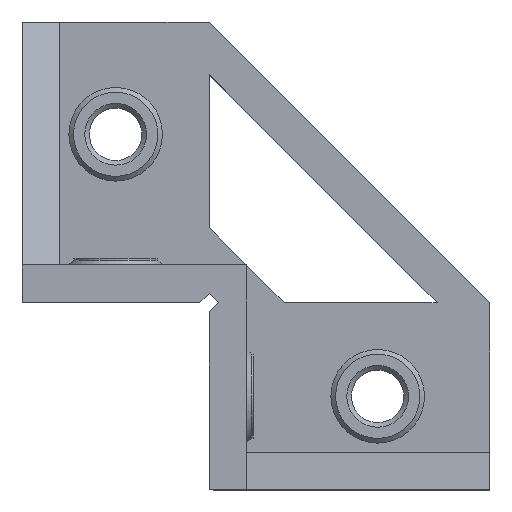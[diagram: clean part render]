
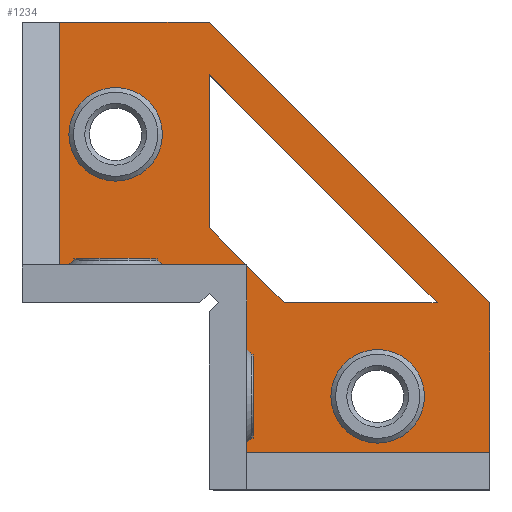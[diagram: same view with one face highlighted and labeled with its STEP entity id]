
A CAD part, top view. The second image highlights one B-rep face of the part: STEP entity #1234.
In plain terms, the highlighted planar face has unit normal (0, 0, 1).
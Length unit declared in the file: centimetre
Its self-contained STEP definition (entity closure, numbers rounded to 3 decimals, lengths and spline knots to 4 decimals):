
#115=VECTOR('',#1755,1.);
#140=VECTOR('',#1849,1.);
#143=VECTOR('',#1861,1.);
#146=VECTOR('',#1873,1.);
#147=VECTOR('',#1874,1.);
#148=VECTOR('',#1875,1.);
#149=VECTOR('',#1876,1.);
#150=VECTOR('',#1877,1.);
#151=VECTOR('',#1878,1.);
#152=VECTOR('',#1879,1.);
#153=VECTOR('',#1880,1.);
#224=LINE('',#1435,#115);
#249=LINE('',#1541,#140);
#252=LINE('',#1554,#143);
#255=LINE('',#1567,#146);
#256=LINE('',#1568,#147);
#257=LINE('',#1570,#148);
#258=LINE('',#1572,#149);
#259=LINE('',#1573,#150);
#260=LINE('',#1575,#151);
#261=LINE('',#1577,#152);
#262=LINE('',#1579,#153);
#335=PLANE('',#1341);
#399=VERTEX_POINT('',#1433);
#401=VERTEX_POINT('',#1436);
#444=VERTEX_POINT('',#1542);
#445=VERTEX_POINT('',#1543);
#449=VERTEX_POINT('',#1555);
#452=VERTEX_POINT('',#1563);
#453=VERTEX_POINT('',#1566);
#454=VERTEX_POINT('',#1569);
#455=VERTEX_POINT('',#1571);
#456=VERTEX_POINT('',#1574);
#457=VERTEX_POINT('',#1576);
#458=VERTEX_POINT('',#1578);
#459=VERTEX_POINT('',#1580);
#518=CIRCLE('',#1340,0.5);
#519=CIRCLE('',#1342,0.5);
#542=EDGE_CURVE('',#399,#401,#224,.T.);
#586=EDGE_CURVE('',#444,#445,#249,.T.);
#591=EDGE_CURVE('',#399,#449,#252,.T.);
#595=EDGE_CURVE('',#452,#452,#518,.T.);
#596=EDGE_CURVE('',#453,#453,#519,.T.);
#597=EDGE_CURVE('',#449,#445,#255,.T.);
#598=EDGE_CURVE('',#454,#444,#256,.T.);
#599=EDGE_CURVE('',#455,#454,#257,.T.);
#600=EDGE_CURVE('',#401,#455,#258,.T.);
#601=EDGE_CURVE('',#456,#449,#259,.T.);
#602=EDGE_CURVE('',#457,#456,#260,.T.);
#603=EDGE_CURVE('',#458,#457,#261,.T.);
#604=EDGE_CURVE('',#459,#458,#262,.T.);
#605=EDGE_CURVE('',#449,#459,#259,.T.);
#770=ORIENTED_EDGE('',*,*,#596,.F.);
#771=ORIENTED_EDGE('',*,*,#597,.T.);
#772=ORIENTED_EDGE('',*,*,#586,.F.);
#773=ORIENTED_EDGE('',*,*,#598,.F.);
#774=ORIENTED_EDGE('',*,*,#599,.F.);
#775=ORIENTED_EDGE('',*,*,#600,.F.);
#776=ORIENTED_EDGE('',*,*,#542,.F.);
#777=ORIENTED_EDGE('',*,*,#591,.T.);
#778=ORIENTED_EDGE('',*,*,#601,.F.);
#779=ORIENTED_EDGE('',*,*,#602,.F.);
#780=ORIENTED_EDGE('',*,*,#603,.F.);
#781=ORIENTED_EDGE('',*,*,#604,.F.);
#782=ORIENTED_EDGE('',*,*,#605,.F.);
#783=ORIENTED_EDGE('',*,*,#595,.F.);
#1029=EDGE_LOOP('',(#770));
#1030=EDGE_LOOP('',(#771,#772,#773,#774,#775,#776,#777,#778,#779,#780,#781,
#782));
#1031=EDGE_LOOP('',(#783));
#1149=FACE_BOUND('',#1029,.T.);
#1150=FACE_BOUND('',#1030,.T.);
#1151=FACE_BOUND('',#1031,.T.);
#1234=ADVANCED_FACE('',(#1149,#1150,#1151),#335,.T.);
#1340=AXIS2_PLACEMENT_3D('',#1562,#1868,#1869);
#1341=AXIS2_PLACEMENT_3D('',#1564,#1870,$);
#1342=AXIS2_PLACEMENT_3D('',#1565,#1871,#1872);
#1433=CARTESIAN_POINT('',(0.4,2.4,0.4));
#1435=CARTESIAN_POINT('',(0.4,2.,0.4));
#1436=CARTESIAN_POINT('',(0.4,5.,0.4));
#1541=CARTESIAN_POINT('',(5.,0.4,0.4));
#1542=CARTESIAN_POINT('',(5.,0.4,0.4));
#1543=CARTESIAN_POINT('',(2.4,0.4,0.4));
#1554=CARTESIAN_POINT('',(1.8813,2.4,0.4));
#1555=CARTESIAN_POINT('',(2.4,2.4,0.4));
#1562=CARTESIAN_POINT('',(3.8,1.,0.4));
#1563=CARTESIAN_POINT('',(4.3,1.,0.4));
#1564=CARTESIAN_POINT('',(2.3627,2.3627,0.4));
#1565=CARTESIAN_POINT('',(1.,3.8,0.4));
#1566=CARTESIAN_POINT('',(1.5,3.8,0.4));
#1567=CARTESIAN_POINT('',(2.4,1.8813,0.4));
#1568=CARTESIAN_POINT('',(5.,2.,0.4));
#1569=CARTESIAN_POINT('',(5.,2.,0.4));
#1570=CARTESIAN_POINT('',(2.,5.,0.4));
#1571=CARTESIAN_POINT('',(2.,5.,0.4));
#1572=CARTESIAN_POINT('',(0.4,5.,0.4));
#1573=CARTESIAN_POINT('',(2.,2.8,0.4));
#1574=CARTESIAN_POINT('',(2.,2.8,0.4));
#1575=CARTESIAN_POINT('',(2.,5.,0.4));
#1576=CARTESIAN_POINT('',(2.,4.4343,0.4));
#1577=CARTESIAN_POINT('',(4.4343,2.,0.4));
#1578=CARTESIAN_POINT('',(4.4343,2.,0.4));
#1579=CARTESIAN_POINT('',(2.8,2.,0.4));
#1580=CARTESIAN_POINT('',(2.8,2.,0.4));
#1755=DIRECTION('',(0.,1.,0.));
#1849=DIRECTION('',(-1.,0.,0.));
#1861=DIRECTION('',(1.,0.,0.));
#1868=DIRECTION('',(0.,0.,1.));
#1869=DIRECTION('',(-0.5,0.,0.));
#1870=DIRECTION('',(0.,0.,1.));
#1871=DIRECTION('',(0.,0.,1.));
#1872=DIRECTION('',(-0.5,0.,0.));
#1873=DIRECTION('',(0.,-1.,0.));
#1874=DIRECTION('',(0.,-1.,0.));
#1875=DIRECTION('',(0.707,-0.707,0.));
#1876=DIRECTION('',(1.,0.,0.));
#1877=DIRECTION('',(0.707,-0.707,0.));
#1878=DIRECTION('',(0.,-1.,0.));
#1879=DIRECTION('',(-0.707,0.707,0.));
#1880=DIRECTION('',(1.,0.,0.));
